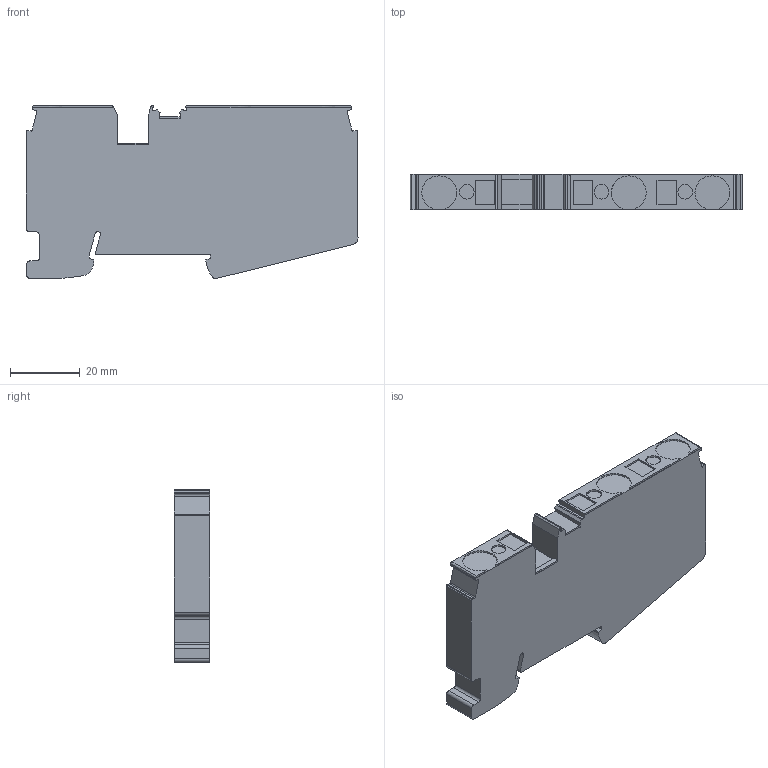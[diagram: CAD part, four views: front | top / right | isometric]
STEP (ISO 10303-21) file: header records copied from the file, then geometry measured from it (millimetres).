
FILE_DESCRIPTION((''),'2;1');
FILE_NAME('DST10-3-D','2018-10-23T',('Administrator'),(''),'PRO/ENGINEER BY PARAMETRIC TECHNOLOGY CORPORATION, 2008380','PRO/ENGINEER BY PARAMETRIC TECHNOLOGY CORPORATION, 2008380','');
FILE_SCHEMA(('CONFIG_CONTROL_DESIGN'));
Length unit declared in the file: millimetre
Products named in the file (1): DST10-3-D
Bounding box: 95.3 x 10.15 x 49.6 mm (x, y, z)
Volume: 41256.4 mm3; surface area: 11746.5 mm2
Topology: 1 solids, 1 shells, 148 faces, 426 edges, 286 vertices
Faces by surface type: plane 98, cylinder 50
Entity records: 4901 total; most frequent: CARTESIAN_POINT 860, ORIENTED_EDGE 852, DIRECTION 827, EDGE_CURVE 426, VECTOR 321, LINE 321, VERTEX_POINT 286, AXIS2_PLACEMENT_3D 253
